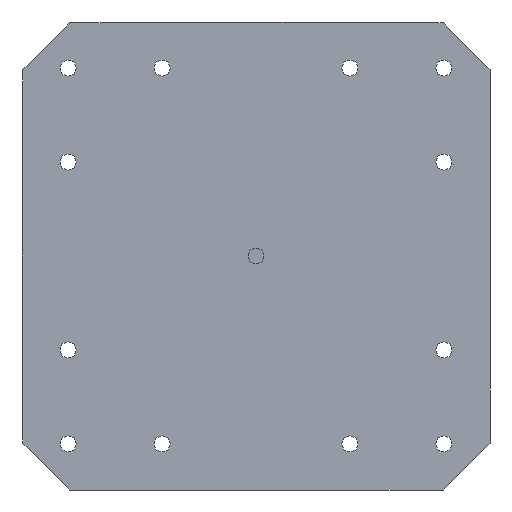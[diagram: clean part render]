
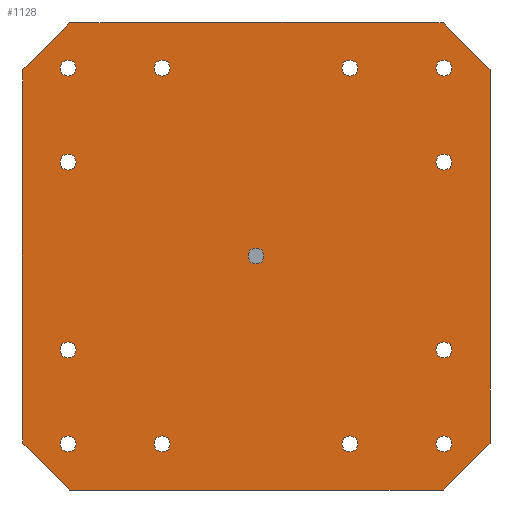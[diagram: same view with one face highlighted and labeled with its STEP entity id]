
A CAD part, front view. The second image highlights one B-rep face of the part: STEP entity #1128.
In plain terms, the highlighted planar face has unit normal (0, -1, 0).
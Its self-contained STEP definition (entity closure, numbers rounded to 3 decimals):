
#33=PLANE('',#1239);
#64=LINE('',#1705,#134);
#67=LINE('',#1711,#137);
#70=LINE('',#1717,#140);
#73=LINE('',#1723,#143);
#76=LINE('',#1729,#146);
#79=LINE('',#1735,#149);
#82=LINE('',#1741,#152);
#86=LINE('',#1755,#156);
#90=LINE('',#1767,#160);
#93=LINE('',#1773,#163);
#96=LINE('',#1779,#166);
#100=LINE('',#1795,#170);
#134=VECTOR('',#1352,1000.);
#137=VECTOR('',#1357,1000.);
#140=VECTOR('',#1362,1000.);
#143=VECTOR('',#1367,1000.);
#146=VECTOR('',#1372,1000.);
#149=VECTOR('',#1377,1000.);
#152=VECTOR('',#1382,1000.);
#156=VECTOR('',#1396,1000.);
#160=VECTOR('',#1408,1000.);
#163=VECTOR('',#1413,1000.);
#166=VECTOR('',#1418,1000.);
#170=VECTOR('',#1434,1000.);
#307=ORIENTED_EDGE('',*,*,#547,.F.);
#308=ORIENTED_EDGE('',*,*,#548,.F.);
#309=ORIENTED_EDGE('',*,*,#549,.F.);
#310=ORIENTED_EDGE('',*,*,#550,.F.);
#311=ORIENTED_EDGE('',*,*,#551,.F.);
#312=ORIENTED_EDGE('',*,*,#552,.F.);
#313=ORIENTED_EDGE('',*,*,#553,.F.);
#314=ORIENTED_EDGE('',*,*,#554,.F.);
#315=ORIENTED_EDGE('',*,*,#555,.F.);
#316=ORIENTED_EDGE('',*,*,#556,.F.);
#317=ORIENTED_EDGE('',*,*,#557,.F.);
#318=ORIENTED_EDGE('',*,*,#558,.F.);
#319=ORIENTED_EDGE('',*,*,#559,.F.);
#320=ORIENTED_EDGE('',*,*,#474,.T.);
#321=ORIENTED_EDGE('',*,*,#478,.F.);
#322=ORIENTED_EDGE('',*,*,#481,.F.);
#323=ORIENTED_EDGE('',*,*,#484,.F.);
#324=ORIENTED_EDGE('',*,*,#487,.F.);
#325=ORIENTED_EDGE('',*,*,#490,.F.);
#326=ORIENTED_EDGE('',*,*,#493,.F.);
#327=ORIENTED_EDGE('',*,*,#496,.F.);
#328=ORIENTED_EDGE('',*,*,#499,.T.);
#329=ORIENTED_EDGE('',*,*,#503,.F.);
#330=ORIENTED_EDGE('',*,*,#506,.T.);
#331=ORIENTED_EDGE('',*,*,#509,.F.);
#332=ORIENTED_EDGE('',*,*,#512,.F.);
#333=ORIENTED_EDGE('',*,*,#515,.F.);
#334=ORIENTED_EDGE('',*,*,#518,.T.);
#335=ORIENTED_EDGE('',*,*,#523,.F.);
#474=EDGE_CURVE('',#610,#611,#720,.T.);
#478=EDGE_CURVE('',#614,#611,#64,.T.);
#481=EDGE_CURVE('',#616,#614,#67,.T.);
#484=EDGE_CURVE('',#618,#616,#70,.T.);
#487=EDGE_CURVE('',#620,#618,#73,.T.);
#490=EDGE_CURVE('',#622,#620,#76,.T.);
#493=EDGE_CURVE('',#624,#622,#79,.T.);
#496=EDGE_CURVE('',#626,#624,#82,.T.);
#499=EDGE_CURVE('',#626,#628,#722,.T.);
#503=EDGE_CURVE('',#631,#628,#86,.T.);
#506=EDGE_CURVE('',#631,#633,#725,.T.);
#509=EDGE_CURVE('',#635,#633,#90,.T.);
#512=EDGE_CURVE('',#637,#635,#93,.T.);
#515=EDGE_CURVE('',#639,#637,#96,.T.);
#518=EDGE_CURVE('',#639,#641,#727,.T.);
#523=EDGE_CURVE('',#610,#641,#100,.T.);
#547=EDGE_CURVE('',#667,#667,#743,.T.);
#548=EDGE_CURVE('',#668,#668,#744,.T.);
#549=EDGE_CURVE('',#669,#669,#745,.T.);
#550=EDGE_CURVE('',#670,#670,#746,.T.);
#551=EDGE_CURVE('',#671,#671,#747,.T.);
#552=EDGE_CURVE('',#672,#672,#748,.T.);
#553=EDGE_CURVE('',#673,#673,#749,.T.);
#554=EDGE_CURVE('',#674,#674,#750,.T.);
#555=EDGE_CURVE('',#675,#675,#751,.T.);
#556=EDGE_CURVE('',#676,#676,#752,.T.);
#557=EDGE_CURVE('',#677,#677,#753,.T.);
#558=EDGE_CURVE('',#678,#678,#754,.T.);
#559=EDGE_CURVE('',#679,#679,#755,.T.);
#610=VERTEX_POINT('',#1697);
#611=VERTEX_POINT('',#1698);
#614=VERTEX_POINT('',#1706);
#616=VERTEX_POINT('',#1712);
#618=VERTEX_POINT('',#1718);
#620=VERTEX_POINT('',#1724);
#622=VERTEX_POINT('',#1730);
#624=VERTEX_POINT('',#1736);
#626=VERTEX_POINT('',#1742);
#628=VERTEX_POINT('',#1748);
#631=VERTEX_POINT('',#1756);
#633=VERTEX_POINT('',#1762);
#635=VERTEX_POINT('',#1768);
#637=VERTEX_POINT('',#1774);
#639=VERTEX_POINT('',#1780);
#641=VERTEX_POINT('',#1786);
#667=VERTEX_POINT('',#1844);
#668=VERTEX_POINT('',#1846);
#669=VERTEX_POINT('',#1848);
#670=VERTEX_POINT('',#1850);
#671=VERTEX_POINT('',#1852);
#672=VERTEX_POINT('',#1854);
#673=VERTEX_POINT('',#1856);
#674=VERTEX_POINT('',#1858);
#675=VERTEX_POINT('',#1860);
#676=VERTEX_POINT('',#1862);
#677=VERTEX_POINT('',#1864);
#678=VERTEX_POINT('',#1866);
#679=VERTEX_POINT('',#1868);
#720=CIRCLE('',#1200,25.);
#722=CIRCLE('',#1210,25.);
#725=CIRCLE('',#1215,25.);
#727=CIRCLE('',#1221,25.);
#743=CIRCLE('',#1240,8.5);
#744=CIRCLE('',#1241,8.5);
#745=CIRCLE('',#1242,8.5);
#746=CIRCLE('',#1243,8.5);
#747=CIRCLE('',#1244,8.5);
#748=CIRCLE('',#1245,8.5);
#749=CIRCLE('',#1246,8.5);
#750=CIRCLE('',#1247,8.5);
#751=CIRCLE('',#1248,8.5);
#752=CIRCLE('',#1249,8.5);
#753=CIRCLE('',#1250,8.5);
#754=CIRCLE('',#1251,8.5);
#755=CIRCLE('',#1252,8.5);
#819=EDGE_LOOP('',(#307));
#820=EDGE_LOOP('',(#308));
#821=EDGE_LOOP('',(#309));
#822=EDGE_LOOP('',(#310));
#823=EDGE_LOOP('',(#311));
#824=EDGE_LOOP('',(#312));
#825=EDGE_LOOP('',(#313));
#826=EDGE_LOOP('',(#314));
#827=EDGE_LOOP('',(#315));
#828=EDGE_LOOP('',(#316));
#829=EDGE_LOOP('',(#317));
#830=EDGE_LOOP('',(#318));
#831=EDGE_LOOP('',(#319));
#832=EDGE_LOOP('',(#320,#321,#322,#323,#324,#325,#326,#327,#328,#329,#330,
#331,#332,#333,#334,#335));
#965=FACE_BOUND('',#819,.T.);
#966=FACE_BOUND('',#820,.T.);
#967=FACE_BOUND('',#821,.T.);
#968=FACE_BOUND('',#822,.T.);
#969=FACE_BOUND('',#823,.T.);
#970=FACE_BOUND('',#824,.T.);
#971=FACE_BOUND('',#825,.T.);
#972=FACE_BOUND('',#826,.T.);
#973=FACE_BOUND('',#827,.T.);
#974=FACE_BOUND('',#828,.T.);
#975=FACE_BOUND('',#829,.T.);
#976=FACE_BOUND('',#830,.T.);
#977=FACE_BOUND('',#831,.T.);
#978=FACE_BOUND('',#832,.T.);
#1128=ADVANCED_FACE('',(#965,#966,#967,#968,#969,#970,#971,#972,#973,#974,
#975,#976,#977,#978),#33,.F.);
#1200=AXIS2_PLACEMENT_3D('',#1696,#1344,#1345);
#1210=AXIS2_PLACEMENT_3D('',#1747,#1387,#1388);
#1215=AXIS2_PLACEMENT_3D('',#1761,#1401,#1402);
#1221=AXIS2_PLACEMENT_3D('',#1785,#1423,#1424);
#1239=AXIS2_PLACEMENT_3D('',#1842,#1472,#1473);
#1240=AXIS2_PLACEMENT_3D('',#1843,#1474,#1475);
#1241=AXIS2_PLACEMENT_3D('',#1845,#1476,#1477);
#1242=AXIS2_PLACEMENT_3D('',#1847,#1478,#1479);
#1243=AXIS2_PLACEMENT_3D('',#1849,#1480,#1481);
#1244=AXIS2_PLACEMENT_3D('',#1851,#1482,#1483);
#1245=AXIS2_PLACEMENT_3D('',#1853,#1484,#1485);
#1246=AXIS2_PLACEMENT_3D('',#1855,#1486,#1487);
#1247=AXIS2_PLACEMENT_3D('',#1857,#1488,#1489);
#1248=AXIS2_PLACEMENT_3D('',#1859,#1490,#1491);
#1249=AXIS2_PLACEMENT_3D('',#1861,#1492,#1493);
#1250=AXIS2_PLACEMENT_3D('',#1863,#1494,#1495);
#1251=AXIS2_PLACEMENT_3D('',#1865,#1496,#1497);
#1252=AXIS2_PLACEMENT_3D('',#1867,#1498,#1499);
#1344=DIRECTION('',(0.,1.,0.));
#1345=DIRECTION('',(1.,0.,0.));
#1352=DIRECTION('',(0.,0.,1.));
#1357=DIRECTION('',(-0.707,0.,0.707));
#1362=DIRECTION('',(-1.,0.,0.));
#1367=DIRECTION('',(-0.707,0.,-0.707));
#1372=DIRECTION('',(0.,0.,-1.));
#1377=DIRECTION('',(0.707,0.,-0.707));
#1382=DIRECTION('',(1.,0.,0.));
#1387=DIRECTION('',(0.,1.,0.));
#1388=DIRECTION('',(1.,0.,0.));
#1396=DIRECTION('',(1.,0.,0.));
#1401=DIRECTION('',(0.,1.,0.));
#1402=DIRECTION('',(1.,0.,0.));
#1408=DIRECTION('',(1.,0.,0.));
#1413=DIRECTION('',(0.707,0.,0.707));
#1418=DIRECTION('',(0.,0.,1.));
#1423=DIRECTION('',(0.,1.,0.));
#1424=DIRECTION('',(1.,0.,0.));
#1434=DIRECTION('',(0.,0.,1.));
#1472=DIRECTION('',(0.,1.,0.));
#1473=DIRECTION('',(0.,0.,1.));
#1474=DIRECTION('',(0.,-1.,0.));
#1475=DIRECTION('',(0.,0.,-1.));
#1476=DIRECTION('',(0.,-1.,0.));
#1477=DIRECTION('',(0.,0.,-1.));
#1478=DIRECTION('',(0.,-1.,0.));
#1479=DIRECTION('',(0.,0.,-1.));
#1480=DIRECTION('',(0.,-1.,0.));
#1481=DIRECTION('',(0.,0.,-1.));
#1482=DIRECTION('',(0.,-1.,0.));
#1483=DIRECTION('',(0.,0.,-1.));
#1484=DIRECTION('',(0.,-1.,0.));
#1485=DIRECTION('',(0.,0.,-1.));
#1486=DIRECTION('',(0.,-1.,0.));
#1487=DIRECTION('',(0.,0.,-1.));
#1488=DIRECTION('',(0.,-1.,0.));
#1489=DIRECTION('',(0.,0.,-1.));
#1490=DIRECTION('',(0.,-1.,0.));
#1491=DIRECTION('',(0.,0.,-1.));
#1492=DIRECTION('',(0.,-1.,0.));
#1493=DIRECTION('',(0.,0.,-1.));
#1494=DIRECTION('',(0.,-1.,0.));
#1495=DIRECTION('',(0.,0.,-1.));
#1496=DIRECTION('',(0.,-1.,0.));
#1497=DIRECTION('',(0.,0.,-1.));
#1498=DIRECTION('',(0.,-1.,0.));
#1499=DIRECTION('',(0.,0.,-1.));
#1696=CARTESIAN_POINT('',(-273.,0.,-134.798));
#1697=CARTESIAN_POINT('',(-249.,0.,-127.798));
#1698=CARTESIAN_POINT('',(-248.,0.,-134.798));
#1705=CARTESIAN_POINT('',(-248.,0.,-199.));
#1706=CARTESIAN_POINT('',(-248.,0.,-199.));
#1711=CARTESIAN_POINT('',(-198.,0.,-249.));
#1712=CARTESIAN_POINT('',(-198.,0.,-249.));
#1717=CARTESIAN_POINT('',(199.,0.,-249.));
#1718=CARTESIAN_POINT('',(199.,0.,-249.));
#1723=CARTESIAN_POINT('',(249.,0.,-199.));
#1724=CARTESIAN_POINT('',(249.,0.,-199.));
#1729=CARTESIAN_POINT('',(249.,0.,198.));
#1730=CARTESIAN_POINT('',(249.,0.,198.));
#1735=CARTESIAN_POINT('',(199.,0.,248.));
#1736=CARTESIAN_POINT('',(199.,0.,248.));
#1741=CARTESIAN_POINT('',(84.798,0.,248.));
#1742=CARTESIAN_POINT('',(84.798,0.,248.));
#1747=CARTESIAN_POINT('',(84.798,0.,273.));
#1748=CARTESIAN_POINT('',(77.798,0.,249.));
#1755=CARTESIAN_POINT('',(-27.798,0.,249.));
#1756=CARTESIAN_POINT('',(-27.798,0.,249.));
#1761=CARTESIAN_POINT('',(-34.798,0.,273.));
#1762=CARTESIAN_POINT('',(-34.798,0.,248.));
#1767=CARTESIAN_POINT('',(-198.,0.,248.));
#1768=CARTESIAN_POINT('',(-198.,0.,248.));
#1773=CARTESIAN_POINT('',(-248.,0.,198.));
#1774=CARTESIAN_POINT('',(-248.,0.,198.));
#1779=CARTESIAN_POINT('',(-248.,0.,134.798));
#1780=CARTESIAN_POINT('',(-248.,0.,134.798));
#1785=CARTESIAN_POINT('',(-273.,0.,134.798));
#1786=CARTESIAN_POINT('',(-249.,0.,127.798));
#1795=CARTESIAN_POINT('',(-249.,0.,-127.798));
#1842=CARTESIAN_POINT('',(-273.,0.,-134.798));
#1843=CARTESIAN_POINT('',(-100.,0.,-200.));
#1844=CARTESIAN_POINT('',(-100.,0.,-208.5));
#1845=CARTESIAN_POINT('',(-200.,0.,-200.));
#1846=CARTESIAN_POINT('',(-200.,0.,-208.5));
#1847=CARTESIAN_POINT('',(-200.,0.,-100.));
#1848=CARTESIAN_POINT('',(-200.,0.,-108.5));
#1849=CARTESIAN_POINT('',(200.,0.,100.));
#1850=CARTESIAN_POINT('',(200.,0.,91.5));
#1851=CARTESIAN_POINT('',(200.,0.,200.));
#1852=CARTESIAN_POINT('',(200.,0.,191.5));
#1853=CARTESIAN_POINT('',(100.,0.,200.));
#1854=CARTESIAN_POINT('',(100.,0.,191.5));
#1855=CARTESIAN_POINT('',(0.,0.,0.));
#1856=CARTESIAN_POINT('',(0.,0.,-8.5));
#1857=CARTESIAN_POINT('',(-100.,0.,200.));
#1858=CARTESIAN_POINT('',(-100.,0.,191.5));
#1859=CARTESIAN_POINT('',(100.,0.,-200.));
#1860=CARTESIAN_POINT('',(100.,0.,-208.5));
#1861=CARTESIAN_POINT('',(200.,0.,-200.));
#1862=CARTESIAN_POINT('',(200.,0.,-208.5));
#1863=CARTESIAN_POINT('',(200.,0.,-100.));
#1864=CARTESIAN_POINT('',(200.,0.,-108.5));
#1865=CARTESIAN_POINT('',(-200.,0.,200.));
#1866=CARTESIAN_POINT('',(-200.,0.,191.5));
#1867=CARTESIAN_POINT('',(-200.,0.,100.));
#1868=CARTESIAN_POINT('',(-200.,0.,91.5));
